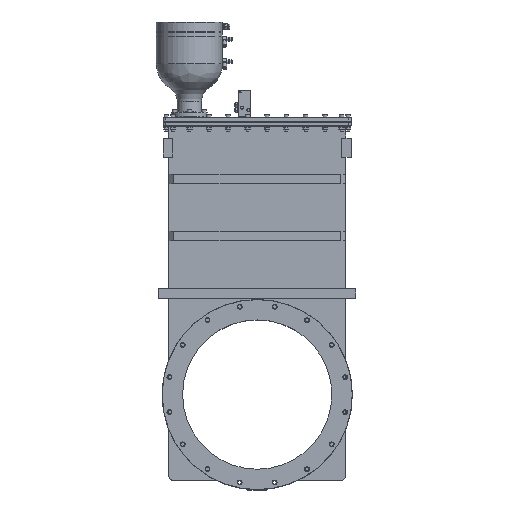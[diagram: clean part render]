
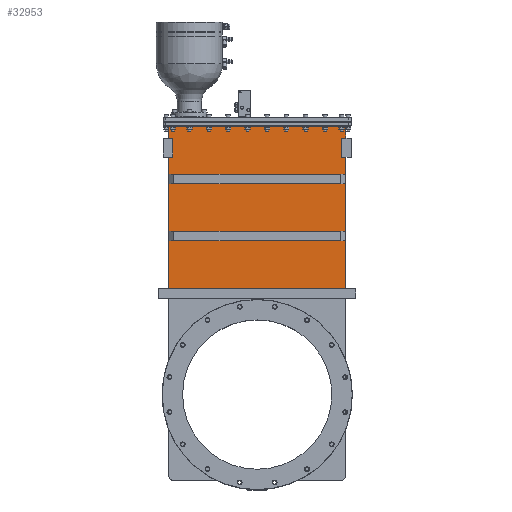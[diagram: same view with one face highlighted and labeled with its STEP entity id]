
A CAD part, top view. The second image highlights one B-rep face of the part: STEP entity #32953.
In plain terms, the highlighted planar face has unit normal (0, 0, 1).
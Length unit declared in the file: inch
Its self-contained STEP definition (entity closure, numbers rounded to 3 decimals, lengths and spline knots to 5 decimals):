
#8331=DIRECTION('',(0.,-1.,0.));
#8332=VECTOR('',#8331,1.);
#8333=CARTESIAN_POINT('',(-9.305,17.2095,1.135));
#8334=LINE('',#8333,#8332);
#8335=DIRECTION('',(1.,0.,0.));
#8336=VECTOR('',#8335,18.61);
#8337=CARTESIAN_POINT('',(-9.305,16.2095,1.135));
#8338=LINE('',#8337,#8336);
#8339=DIRECTION('',(0.,1.,0.));
#8340=VECTOR('',#8339,1.);
#8341=CARTESIAN_POINT('',(9.305,16.2095,1.135));
#8342=LINE('',#8341,#8340);
#8343=DIRECTION('',(-1.,0.,0.));
#8344=VECTOR('',#8343,18.61);
#8345=CARTESIAN_POINT('',(9.305,17.2095,1.135));
#8346=LINE('',#8345,#8344);
#8347=DIRECTION('',(0.,-1.,0.));
#8348=VECTOR('',#8347,1.);
#8349=CARTESIAN_POINT('',(-9.305,23.2595,1.135));
#8350=LINE('',#8349,#8348);
#8351=DIRECTION('',(1.,0.,0.));
#8352=VECTOR('',#8351,18.61);
#8353=CARTESIAN_POINT('',(-9.305,22.2595,1.135));
#8354=LINE('',#8353,#8352);
#8355=DIRECTION('',(0.,1.,0.));
#8356=VECTOR('',#8355,1.);
#8357=CARTESIAN_POINT('',(9.305,22.2595,1.135));
#8358=LINE('',#8357,#8356);
#8359=DIRECTION('',(-1.,0.,0.));
#8360=VECTOR('',#8359,18.61);
#8361=CARTESIAN_POINT('',(9.305,23.2595,1.135));
#8362=LINE('',#8361,#8360);
#8363=DIRECTION('',(1.,0.,0.));
#8364=VECTOR('',#8363,0.405);
#8365=CARTESIAN_POINT('',(-9.325,25.042,1.135));
#8366=LINE('',#8365,#8364);
#8367=DIRECTION('',(0.,1.,0.));
#8368=VECTOR('',#8367,2.);
#8369=CARTESIAN_POINT('',(-8.92,25.042,1.135));
#8370=LINE('',#8369,#8368);
#8371=DIRECTION('',(1.,0.,0.));
#8372=VECTOR('',#8371,0.405);
#8373=CARTESIAN_POINT('',(-9.325,27.042,1.135));
#8374=LINE('',#8373,#8372);
#8375=DIRECTION('',(0.,1.,0.));
#8376=VECTOR('',#8375,1.26);
#8377=CARTESIAN_POINT('',(-9.325,27.042,1.135));
#8378=LINE('',#8377,#8376);
#8379=DIRECTION('',(1.,0.,0.));
#8380=VECTOR('',#8379,18.65);
#8381=CARTESIAN_POINT('',(-9.325,28.302,1.135));
#8382=LINE('',#8381,#8380);
#8383=DIRECTION('',(0.,-1.,0.));
#8384=VECTOR('',#8383,1.26);
#8385=CARTESIAN_POINT('',(9.325,28.302,1.135));
#8386=LINE('',#8385,#8384);
#8387=DIRECTION('',(1.,0.,0.));
#8388=VECTOR('',#8387,0.405);
#8389=CARTESIAN_POINT('',(8.92,27.042,1.135));
#8390=LINE('',#8389,#8388);
#8391=DIRECTION('',(0.,1.,0.));
#8392=VECTOR('',#8391,2.);
#8393=CARTESIAN_POINT('',(8.92,25.042,1.135));
#8394=LINE('',#8393,#8392);
#8395=DIRECTION('',(1.,0.,0.));
#8396=VECTOR('',#8395,0.405);
#8397=CARTESIAN_POINT('',(8.92,25.042,1.135));
#8398=LINE('',#8397,#8396);
#8399=DIRECTION('',(0.,-1.,0.));
#8400=VECTOR('',#8399,13.8825);
#8401=CARTESIAN_POINT('',(9.325,25.042,1.135));
#8402=LINE('',#8401,#8400);
#8403=DIRECTION('',(1.,0.,0.));
#8404=VECTOR('',#8403,18.65);
#8405=CARTESIAN_POINT('',(-9.325,11.1595,1.135));
#8406=LINE('',#8405,#8404);
#8407=DIRECTION('',(0.,1.,0.));
#8408=VECTOR('',#8407,13.8825);
#8409=CARTESIAN_POINT('',(-9.325,11.1595,1.135));
#8410=LINE('',#8409,#8408);
#18352=CARTESIAN_POINT('',(-9.325,28.302,1.135));
#18353=CARTESIAN_POINT('',(9.325,28.302,1.135));
#18354=VERTEX_POINT('',#18352);
#18355=VERTEX_POINT('',#18353);
#21368=CARTESIAN_POINT('',(-9.325,11.1595,1.135));
#21369=CARTESIAN_POINT('',(9.325,11.1595,1.135));
#21370=VERTEX_POINT('',#21368);
#21371=VERTEX_POINT('',#21369);
#21408=CARTESIAN_POINT('',(-9.305,17.2095,1.135));
#21409=CARTESIAN_POINT('',(-9.305,16.2095,1.135));
#21410=VERTEX_POINT('',#21408);
#21411=VERTEX_POINT('',#21409);
#21412=CARTESIAN_POINT('',(9.305,16.2095,1.135));
#21413=VERTEX_POINT('',#21412);
#21414=CARTESIAN_POINT('',(9.305,17.2095,1.135));
#21415=VERTEX_POINT('',#21414);
#21416=CARTESIAN_POINT('',(-9.305,23.2595,1.135));
#21417=CARTESIAN_POINT('',(-9.305,22.2595,1.135));
#21418=VERTEX_POINT('',#21416);
#21419=VERTEX_POINT('',#21417);
#21420=CARTESIAN_POINT('',(9.305,22.2595,1.135));
#21421=VERTEX_POINT('',#21420);
#21422=CARTESIAN_POINT('',(9.305,23.2595,1.135));
#21423=VERTEX_POINT('',#21422);
#22278=CARTESIAN_POINT('',(-9.325,25.042,1.135));
#22279=CARTESIAN_POINT('',(-8.92,25.042,1.135));
#22280=VERTEX_POINT('',#22278);
#22281=VERTEX_POINT('',#22279);
#22282=CARTESIAN_POINT('',(8.92,25.042,1.135));
#22283=CARTESIAN_POINT('',(9.325,25.042,1.135));
#22284=VERTEX_POINT('',#22282);
#22285=VERTEX_POINT('',#22283);
#22286=CARTESIAN_POINT('',(-9.325,27.042,1.135));
#22287=CARTESIAN_POINT('',(-8.92,27.042,1.135));
#22288=VERTEX_POINT('',#22286);
#22289=VERTEX_POINT('',#22287);
#22290=CARTESIAN_POINT('',(8.92,27.042,1.135));
#22291=CARTESIAN_POINT('',(9.325,27.042,1.135));
#22292=VERTEX_POINT('',#22290);
#22293=VERTEX_POINT('',#22291);
#32911=CARTESIAN_POINT('',(0.,0.,1.135));
#32912=DIRECTION('',(0.,0.,1.));
#32913=DIRECTION('',(1.,0.,0.));
#32914=AXIS2_PLACEMENT_3D('',#32911,#32912,#32913);
#32915=PLANE('',#32914);
#32916=ORIENTED_EDGE('',*,*,#22740,.T.);
#32918=ORIENTED_EDGE('',*,*,#32917,.T.);
#32919=ORIENTED_EDGE('',*,*,#22826,.F.);
#32920=ORIENTED_EDGE('',*,*,#22956,.T.);
#32921=ORIENTED_EDGE('',*,*,#23318,.T.);
#32922=ORIENTED_EDGE('',*,*,#22715,.T.);
#32923=ORIENTED_EDGE('',*,*,#22856,.F.);
#32925=ORIENTED_EDGE('',*,*,#32924,.F.);
#32926=ORIENTED_EDGE('',*,*,#22777,.T.);
#32927=ORIENTED_EDGE('',*,*,#22688,.T.);
#32929=ORIENTED_EDGE('',*,*,#32928,.F.);
#32930=ORIENTED_EDGE('',*,*,#22907,.T.);
#32931=EDGE_LOOP('',(#32916,#32918,#32919,#32920,#32921,#32922,#32923,#32925,
#32926,#32927,#32929,#32930));
#32932=FACE_OUTER_BOUND('',#32931,.F.);
#32934=ORIENTED_EDGE('',*,*,#32933,.T.);
#32936=ORIENTED_EDGE('',*,*,#32935,.T.);
#32938=ORIENTED_EDGE('',*,*,#32937,.T.);
#32940=ORIENTED_EDGE('',*,*,#32939,.T.);
#32941=EDGE_LOOP('',(#32934,#32936,#32938,#32940));
#32942=FACE_BOUND('',#32941,.F.);
#32944=ORIENTED_EDGE('',*,*,#32943,.T.);
#32946=ORIENTED_EDGE('',*,*,#32945,.T.);
#32948=ORIENTED_EDGE('',*,*,#32947,.T.);
#32950=ORIENTED_EDGE('',*,*,#32949,.T.);
#32951=EDGE_LOOP('',(#32944,#32946,#32948,#32950));
#32952=FACE_BOUND('',#32951,.F.);
#22688=EDGE_CURVE('',#22285,#21371,#8402,.T.);
#22715=EDGE_CURVE('',#18355,#22293,#8386,.T.);
#22740=EDGE_CURVE('',#22280,#22281,#8366,.T.);
#22777=EDGE_CURVE('',#22284,#22285,#8398,.T.);
#22826=EDGE_CURVE('',#22288,#22289,#8374,.T.);
#22856=EDGE_CURVE('',#22292,#22293,#8390,.T.);
#22907=EDGE_CURVE('',#21370,#22280,#8410,.T.);
#22956=EDGE_CURVE('',#22288,#18354,#8378,.T.);
#23318=EDGE_CURVE('',#18354,#18355,#8382,.T.);
#32917=EDGE_CURVE('',#22281,#22289,#8370,.T.);
#32924=EDGE_CURVE('',#22284,#22292,#8394,.T.);
#32928=EDGE_CURVE('',#21370,#21371,#8406,.T.);
#32933=EDGE_CURVE('',#21410,#21411,#8334,.T.);
#32935=EDGE_CURVE('',#21411,#21413,#8338,.T.);
#32937=EDGE_CURVE('',#21413,#21415,#8342,.T.);
#32939=EDGE_CURVE('',#21415,#21410,#8346,.T.);
#32943=EDGE_CURVE('',#21418,#21419,#8350,.T.);
#32945=EDGE_CURVE('',#21419,#21421,#8354,.T.);
#32947=EDGE_CURVE('',#21421,#21423,#8358,.T.);
#32949=EDGE_CURVE('',#21423,#21418,#8362,.T.);
#32953=ADVANCED_FACE('',(#32932,#32942,#32952),#32915,.T.);
